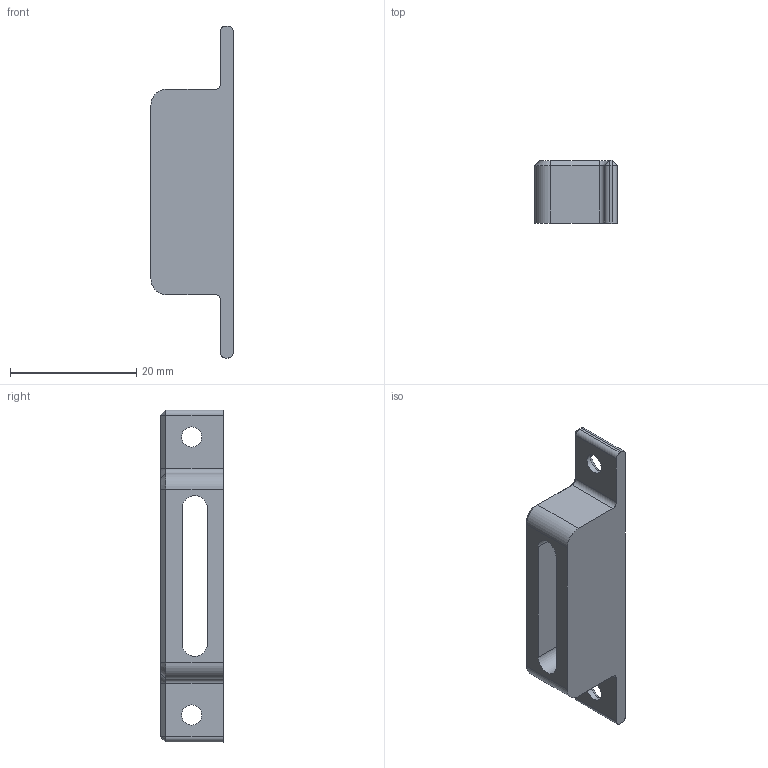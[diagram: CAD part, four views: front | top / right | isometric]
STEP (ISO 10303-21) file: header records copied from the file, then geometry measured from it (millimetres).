
FILE_DESCRIPTION(/* description */ (''),/* implementation_level */ '2;1');
FILE_NAME(/* name */ 'SNAP_ADAPTER_V01.step',/* time_stamp */ '2023-01-13T21:39:26+01:00',/* author */ (''),/* organization */ (''),/* preprocessor_version */ 'ST-DEVELOPER v19.2',/* originating_system */ 'Autodesk Translation Framework v11.17.0.187',/* authorisation */ '');
FILE_SCHEMA (('AUTOMOTIVE_DESIGN { 1 0 10303 214 3 1 1 }'));
Length unit declared in the file: millimetre
Products named in the file (1): SNAP_ADAPTER_V01_PR
Bounding box: 13 x 9.9 x 52.5 mm (x, y, z)
Volume: 2689.6 mm3; surface area: 2614.2 mm2
Topology: 1 solids, 1 shells, 58 faces, 134 edges, 74 vertices
Faces by surface type: plane 28, cylinder 16, cone 14
Full cylindrical faces by diameter (mm): 3.2 x2
Entity records: 1620 total; most frequent: DIRECTION 286, CARTESIAN_POINT 263, ORIENTED_EDGE 260, EDGE_CURVE 130, AXIS2_PLACEMENT_3D 97, LINE 92, VECTOR 92, VERTEX_POINT 74
